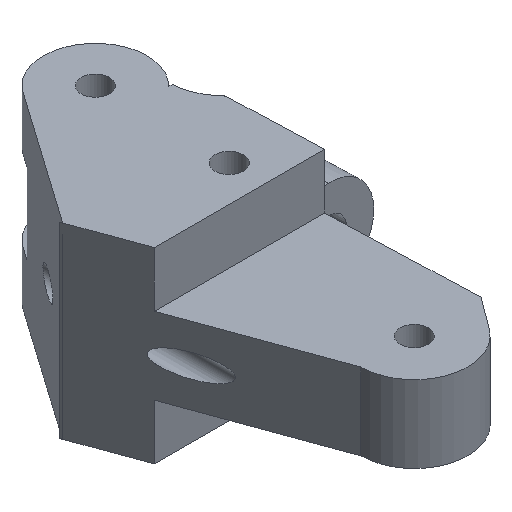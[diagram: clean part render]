
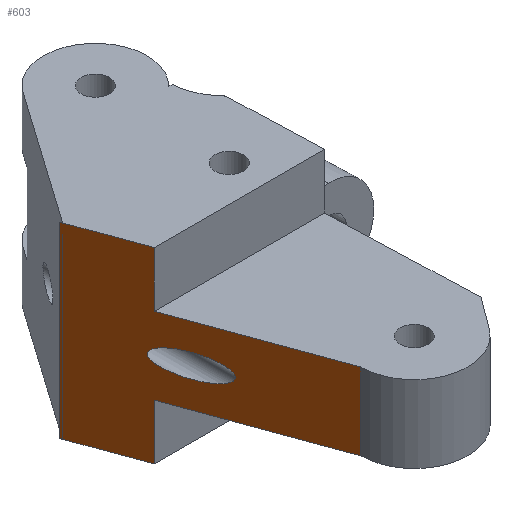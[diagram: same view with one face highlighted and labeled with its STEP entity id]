
A CAD part, isometric view. The second image highlights one B-rep face of the part: STEP entity #603.
In plain terms, the highlighted planar face has unit normal (-0.94, -0.342, 0).
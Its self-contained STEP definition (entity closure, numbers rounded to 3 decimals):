
#16=ELLIPSE('',#658,2.558,0.875);
#28=FACE_BOUND('',#136,.T.);
#93=FACE_OUTER_BOUND('',#135,.T.);
#135=EDGE_LOOP('',(#540,#541,#542,#543,#544,#545,#546,#547));
#136=EDGE_LOOP('',(#548));
#164=LINE('',#933,#222);
#171=LINE('',#956,#229);
#176=LINE('',#967,#234);
#185=LINE('',#989,#243);
#187=LINE('',#993,#245);
#188=LINE('',#996,#246);
#195=LINE('',#1017,#253);
#196=LINE('',#1019,#254);
#222=VECTOR('',#760,10.);
#229=VECTOR('',#783,10.);
#234=VECTOR('',#794,10.);
#243=VECTOR('',#815,10.);
#245=VECTOR('',#819,10.);
#246=VECTOR('',#822,10.);
#253=VECTOR('',#847,10.);
#254=VECTOR('',#850,10.);
#282=VERTEX_POINT('',#930);
#283=VERTEX_POINT('',#932);
#289=VERTEX_POINT('',#946);
#291=VERTEX_POINT('',#955);
#294=VERTEX_POINT('',#965);
#301=VERTEX_POINT('',#987);
#302=VERTEX_POINT('',#991);
#303=VERTEX_POINT('',#995);
#308=VERTEX_POINT('',#1015);
#346=EDGE_CURVE('',#282,#283,#164,.T.);
#354=EDGE_CURVE('',#289,#289,#16,.T.);
#358=EDGE_CURVE('',#282,#291,#171,.T.);
#364=EDGE_CURVE('',#294,#291,#176,.T.);
#375=EDGE_CURVE('',#301,#283,#185,.T.);
#377=EDGE_CURVE('',#294,#302,#187,.T.);
#378=EDGE_CURVE('',#301,#303,#188,.T.);
#389=EDGE_CURVE('',#308,#303,#195,.T.);
#390=EDGE_CURVE('',#302,#308,#196,.T.);
#540=ORIENTED_EDGE('',*,*,#390,.T.);
#541=ORIENTED_EDGE('',*,*,#389,.T.);
#542=ORIENTED_EDGE('',*,*,#378,.F.);
#543=ORIENTED_EDGE('',*,*,#375,.T.);
#544=ORIENTED_EDGE('',*,*,#346,.F.);
#545=ORIENTED_EDGE('',*,*,#358,.T.);
#546=ORIENTED_EDGE('',*,*,#364,.F.);
#547=ORIENTED_EDGE('',*,*,#377,.T.);
#548=ORIENTED_EDGE('',*,*,#354,.T.);
#572=PLANE('',#681);
#603=ADVANCED_FACE('',(#93,#28),#572,.T.);
#658=AXIS2_PLACEMENT_3D('',#948,#774,#775);
#681=AXIS2_PLACEMENT_3D('',#1018,#848,#849);
#760=DIRECTION('',(0.342,-0.94,0.));
#774=DIRECTION('center_axis',(0.94,0.342,0.));
#775=DIRECTION('ref_axis',(0.342,-0.94,0.));
#783=DIRECTION('',(0.,0.,-1.));
#794=DIRECTION('',(-0.342,0.94,0.));
#815=DIRECTION('',(0.,0.,1.));
#819=DIRECTION('',(0.,0.,1.));
#822=DIRECTION('',(0.342,-0.94,0.));
#847=DIRECTION('',(0.,0.,1.));
#848=DIRECTION('center_axis',(-0.94,-0.342,0.));
#849=DIRECTION('ref_axis',(0.342,-0.94,0.));
#850=DIRECTION('',(0.342,-0.94,0.));
#930=CARTESIAN_POINT('',(-10.,16.485,9.875));
#932=CARTESIAN_POINT('',(-8.12,11.319,9.875));
#933=CARTESIAN_POINT('',(-10.,16.485,9.875));
#946=CARTESIAN_POINT('',(-8.255,11.691,2.875));
#948=CARTESIAN_POINT('Origin',(-7.38,9.287,2.875));
#955=CARTESIAN_POINT('',(-10.,16.485,-4.125));
#956=CARTESIAN_POINT('',(-10.,16.485,2.875));
#965=CARTESIAN_POINT('',(-8.12,11.319,-4.125));
#967=CARTESIAN_POINT('',(-10.,16.485,-4.125));
#987=CARTESIAN_POINT('',(-8.12,11.319,5.75));
#989=CARTESIAN_POINT('',(-8.12,11.319,2.875));
#991=CARTESIAN_POINT('',(-8.12,11.319,0.));
#993=CARTESIAN_POINT('',(-8.12,11.319,2.875));
#995=CARTESIAN_POINT('',(-4.,0.,5.75));
#996=CARTESIAN_POINT('',(-10.,16.485,5.75));
#1015=CARTESIAN_POINT('',(-4.,0.,0.));
#1017=CARTESIAN_POINT('',(-4.,0.,0.));
#1018=CARTESIAN_POINT('Origin',(-10.,16.485,0.));
#1019=CARTESIAN_POINT('',(-10.,16.485,0.));
